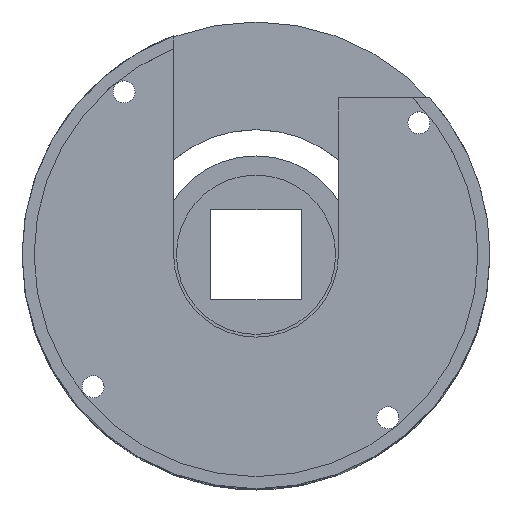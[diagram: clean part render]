
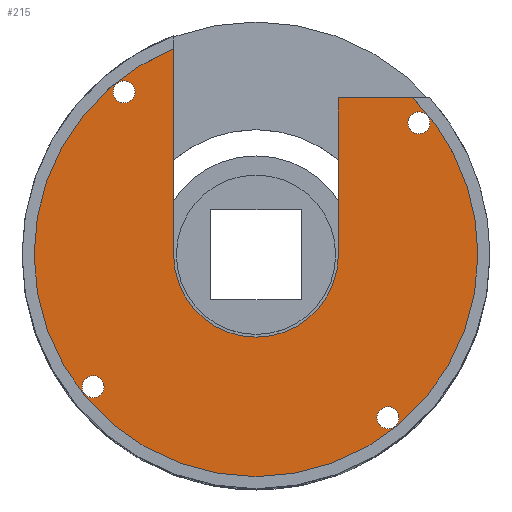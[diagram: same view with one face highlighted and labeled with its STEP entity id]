
A CAD part, top view. The second image highlights one B-rep face of the part: STEP entity #215.
In plain terms, the highlighted planar face has unit normal (0, 0, 1).
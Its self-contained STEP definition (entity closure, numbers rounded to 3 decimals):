
#215=ADVANCED_FACE('',(#560,#561,#562,#563,#564),#565,.F.);
#560=FACE_OUTER_BOUND('',#1047,.T.);
#561=FACE_BOUND('',#1048,.T.);
#562=FACE_BOUND('',#1049,.T.);
#563=FACE_BOUND('',#1050,.T.);
#564=FACE_BOUND('',#1051,.T.);
#565=PLANE('',#1052);
#1047=EDGE_LOOP('',(#1685,#1686,#1687,#1688,#1689,#1690,#1691));
#1048=EDGE_LOOP('',(#1692,#1693));
#1049=EDGE_LOOP('',(#1694,#1695));
#1050=EDGE_LOOP('',(#1696,#1697));
#1051=EDGE_LOOP('',(#1698,#1699));
#1052=AXIS2_PLACEMENT_3D('',#1700,#1701,#1702);
#1685=ORIENTED_EDGE('',*,*,#2915,.F.);
#1686=ORIENTED_EDGE('',*,*,#2903,.F.);
#1687=ORIENTED_EDGE('',*,*,#2908,.F.);
#1688=ORIENTED_EDGE('',*,*,#2916,.F.);
#1689=ORIENTED_EDGE('',*,*,#2917,.F.);
#1690=ORIENTED_EDGE('',*,*,#2918,.F.);
#1691=ORIENTED_EDGE('',*,*,#2919,.F.);
#1692=ORIENTED_EDGE('',*,*,#2920,.F.);
#1693=ORIENTED_EDGE('',*,*,#2843,.F.);
#1694=ORIENTED_EDGE('',*,*,#2921,.F.);
#1695=ORIENTED_EDGE('',*,*,#2848,.F.);
#1696=ORIENTED_EDGE('',*,*,#2922,.F.);
#1697=ORIENTED_EDGE('',*,*,#2853,.F.);
#1698=ORIENTED_EDGE('',*,*,#2923,.F.);
#1699=ORIENTED_EDGE('',*,*,#2858,.F.);
#1700=CARTESIAN_POINT('',(21.3,21.299,68.8));
#1701=DIRECTION('',(0.0,0.0,-1.0));
#1702=DIRECTION('',(1.0,0.0,0.0));
#2843=EDGE_CURVE('',#3345,#3348,#3349,.T.);
#2848=EDGE_CURVE('',#3354,#3357,#3358,.T.);
#2853=EDGE_CURVE('',#3363,#3366,#3367,.T.);
#2858=EDGE_CURVE('',#3372,#3375,#3376,.T.);
#2903=EDGE_CURVE('',#3456,#3458,#3459,.T.);
#2908=EDGE_CURVE('',#3464,#3456,#3467,.T.);
#2915=EDGE_CURVE('',#3458,#3476,#3477,.T.);
#2916=EDGE_CURVE('',#3478,#3464,#3479,.T.);
#2917=EDGE_CURVE('',#3480,#3478,#3481,.T.);
#2918=EDGE_CURVE('',#3482,#3480,#3483,.T.);
#2919=EDGE_CURVE('',#3476,#3482,#3484,.T.);
#2920=EDGE_CURVE('',#3348,#3345,#3485,.T.);
#2921=EDGE_CURVE('',#3357,#3354,#3486,.T.);
#2922=EDGE_CURVE('',#3366,#3363,#3487,.T.);
#2923=EDGE_CURVE('',#3375,#3372,#3488,.T.);
#3345=VERTEX_POINT('',#4084);
#3348=VERTEX_POINT('',#4088);
#3349=CIRCLE('',#4089,1.0);
#3354=VERTEX_POINT('',#4095);
#3357=VERTEX_POINT('',#4099);
#3358=CIRCLE('',#4100,1.0);
#3363=VERTEX_POINT('',#4106);
#3366=VERTEX_POINT('',#4110);
#3367=CIRCLE('',#4111,1.0);
#3372=VERTEX_POINT('',#4117);
#3375=VERTEX_POINT('',#4121);
#3376=CIRCLE('',#4122,1.0);
#3456=VERTEX_POINT('',#4220);
#3458=VERTEX_POINT('',#4223);
#3459=CIRCLE('',#4224,20.2);
#3464=VERTEX_POINT('',#4230);
#3467=CIRCLE('',#4234,20.2);
#3476=VERTEX_POINT('',#4245);
#3477=LINE('',#4246,#4247);
#3478=VERTEX_POINT('',#4248);
#3479=CIRCLE('',#4249,20.2);
#3480=VERTEX_POINT('',#4250);
#3481=LINE('',#4251,#4252);
#3482=VERTEX_POINT('',#4253);
#3483=LINE('',#4254,#4255);
#3484=CIRCLE('',#4256,7.5);
#3485=CIRCLE('',#4257,1.0);
#3486=CIRCLE('',#4258,1.0);
#3487=CIRCLE('',#4259,1.0);
#3488=CIRCLE('',#4260,1.0);
#4084=CARTESIAN_POINT('',(33.94,5.69,68.8));
#4088=CARTESIAN_POINT('',(32.681,7.244,68.8));
#4089=AXIS2_PLACEMENT_3D('',#5001,#5002,#5003);
#4095=CARTESIAN_POINT('',(5.691,8.659,68.8));
#4099=CARTESIAN_POINT('',(7.245,9.918,68.8));
#4100=AXIS2_PLACEMENT_3D('',#5009,#5010,#5011);
#4106=CARTESIAN_POINT('',(8.66,36.908,68.8));
#4110=CARTESIAN_POINT('',(9.919,35.354,68.8));
#4111=AXIS2_PLACEMENT_3D('',#5017,#5018,#5019);
#4117=CARTESIAN_POINT('',(36.909,33.939,68.8));
#4121=CARTESIAN_POINT('',(35.355,32.68,68.8));
#4122=AXIS2_PLACEMENT_3D('',#5025,#5026,#5027);
#4220=CARTESIAN_POINT('',(1.1,21.299,68.8));
#4223=CARTESIAN_POINT('',(13.8,40.055,68.8));
#4224=AXIS2_PLACEMENT_3D('',#5110,#5111,#5112);
#4230=CARTESIAN_POINT('',(41.5,21.299,68.8));
#4234=AXIS2_PLACEMENT_3D('',#5118,#5119,#5120);
#4245=CARTESIAN_POINT('',(13.8,21.299,68.8));
#4246=CARTESIAN_POINT('',(13.8,33.799,68.8));
#4247=VECTOR('',#5129,1.0);
#4248=CARTESIAN_POINT('',(35.59,35.576,68.8));
#4249=AXIS2_PLACEMENT_3D('',#5130,#5131,#5132);
#4250=CARTESIAN_POINT('',(28.8,35.576,68.8));
#4251=CARTESIAN_POINT('',(26.3,35.576,68.8));
#4252=VECTOR('',#5133,1.0);
#4253=CARTESIAN_POINT('',(28.8,21.299,68.8));
#4254=CARTESIAN_POINT('',(28.8,33.799,68.8));
#4255=VECTOR('',#5134,1.0);
#4256=AXIS2_PLACEMENT_3D('',#5135,#5136,#5137);
#4257=AXIS2_PLACEMENT_3D('',#5138,#5139,#5140);
#4258=AXIS2_PLACEMENT_3D('',#5141,#5142,#5143);
#4259=AXIS2_PLACEMENT_3D('',#5144,#5145,#5146);
#4260=AXIS2_PLACEMENT_3D('',#5147,#5148,#5149);
#5001=CARTESIAN_POINT('',(33.311,6.467,68.8));
#5002=DIRECTION('',(-0.0,0.0,1.0));
#5003=DIRECTION('',(0.629,-0.777,0.0));
#5009=CARTESIAN_POINT('',(6.468,9.288,68.8));
#5010=DIRECTION('',(0.0,0.0,1.0));
#5011=DIRECTION('',(-0.777,-0.629,0.0));
#5017=CARTESIAN_POINT('',(9.289,36.131,68.8));
#5018=DIRECTION('',(0.0,-0.0,1.0));
#5019=DIRECTION('',(-0.629,0.777,0.0));
#5025=CARTESIAN_POINT('',(36.132,33.31,68.8));
#5026=DIRECTION('',(0.0,-0.0,1.0));
#5027=DIRECTION('',(0.777,0.629,0.0));
#5110=CARTESIAN_POINT('',(21.3,21.299,68.8));
#5111=DIRECTION('',(0.0,0.0,-1.0));
#5112=DIRECTION('',(1.0,0.0,0.0));
#5118=CARTESIAN_POINT('',(21.3,21.299,68.8));
#5119=DIRECTION('',(0.0,0.0,-1.0));
#5120=DIRECTION('',(1.0,0.0,0.0));
#5129=DIRECTION('',(-0.0,-1.0,-0.0));
#5130=CARTESIAN_POINT('',(21.3,21.299,68.8));
#5131=DIRECTION('',(0.0,0.0,-1.0));
#5132=DIRECTION('',(1.0,0.0,0.0));
#5133=DIRECTION('',(1.0,-0.0,0.0));
#5134=DIRECTION('',(-0.0,1.0,0.0));
#5135=CARTESIAN_POINT('',(21.3,21.299,68.8));
#5136=DIRECTION('',(0.0,-0.0,1.0));
#5137=DIRECTION('',(-1.0,0.0,0.0));
#5138=CARTESIAN_POINT('',(33.311,6.467,68.8));
#5139=DIRECTION('',(-0.0,0.0,1.0));
#5140=DIRECTION('',(0.629,-0.777,0.0));
#5141=CARTESIAN_POINT('',(6.468,9.288,68.8));
#5142=DIRECTION('',(0.0,0.0,1.0));
#5143=DIRECTION('',(-0.777,-0.629,0.0));
#5144=CARTESIAN_POINT('',(9.289,36.131,68.8));
#5145=DIRECTION('',(0.0,-0.0,1.0));
#5146=DIRECTION('',(-0.629,0.777,0.0));
#5147=CARTESIAN_POINT('',(36.132,33.31,68.8));
#5148=DIRECTION('',(0.0,-0.0,1.0));
#5149=DIRECTION('',(0.777,0.629,0.0));
